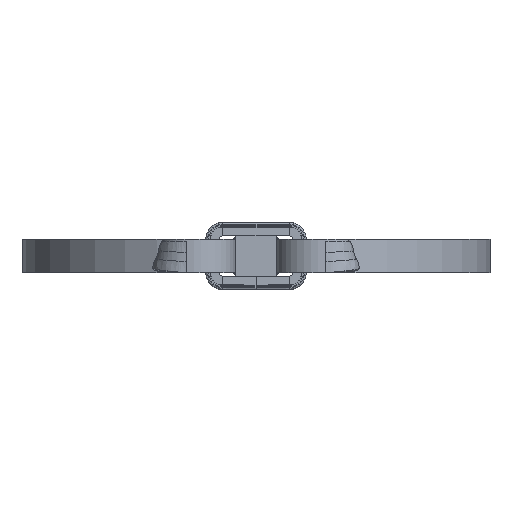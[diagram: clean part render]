
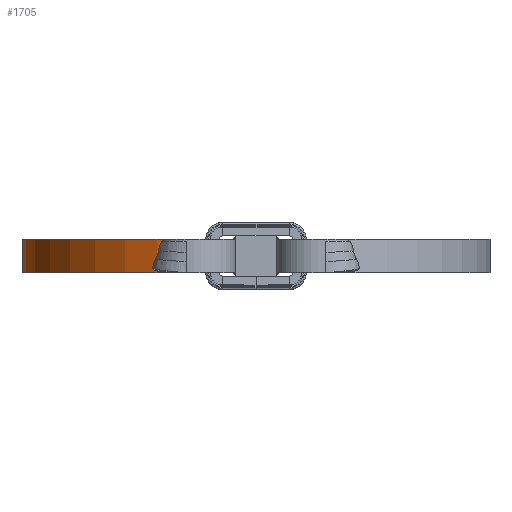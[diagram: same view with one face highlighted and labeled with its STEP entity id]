
A CAD part, front view. The second image highlights one B-rep face of the part: STEP entity #1705.
In plain terms, the highlighted cylindrical face has radius 68.5 mm (diameter 137 mm), a partial arc.
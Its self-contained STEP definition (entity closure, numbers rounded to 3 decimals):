
#787 = ORIENTED_EDGE ( 'NONE', *, *, #17776, .T. ) ;
#1306 = CARTESIAN_POINT ( 'NONE',  ( -66.748, -481.386, 5. ) ) ;
#1508 = AXIS2_PLACEMENT_3D ( 'NONE', #33194, #9506, #7121 ) ;
#1705 = ADVANCED_FACE ( 'NONE', ( #20098 ), #6183, .T. ) ;
#1817 = CARTESIAN_POINT ( 'NONE',  ( -1.5, -502.241, 5. ) ) ;
#2883 = ORIENTED_EDGE ( 'NONE', *, *, #19444, .F. ) ;
#3497 = VERTEX_POINT ( 'NONE', #25466 ) ;
#5258 = CARTESIAN_POINT ( 'NONE',  ( -66.748, -481.386, 5. ) ) ;
#5319 = EDGE_LOOP ( 'NONE', ( #9516, #22276, #787, #2883 ) ) ;
#6183 = CYLINDRICAL_SURFACE ( 'NONE', #1508, 68.5 ) ;
#6984 = DIRECTION ( 'NONE',  ( 0., 0., 1. ) ) ;
#7121 = DIRECTION ( 'NONE',  ( 1., 0., 0. ) ) ;
#7577 = DIRECTION ( 'NONE',  ( 0., 0., 1. ) ) ;
#8562 = CARTESIAN_POINT ( 'NONE',  ( -19.172, -568.422, 5. ) ) ;
#8969 = LINE ( 'NONE', #5258, #32712 ) ;
#9506 = DIRECTION ( 'NONE',  ( 0., 0., -1. ) ) ;
#9516 = ORIENTED_EDGE ( 'NONE', *, *, #17479, .F. ) ;
#14518 = AXIS2_PLACEMENT_3D ( 'NONE', #1817, #6984, #17424 ) ;
#15064 = CIRCLE ( 'NONE', #14518, 68.5 ) ;
#16569 = CARTESIAN_POINT ( 'NONE',  ( -66.748, -481.386, -5. ) ) ;
#17424 = DIRECTION ( 'NONE',  ( 1., 0., 0. ) ) ;
#17479 = EDGE_CURVE ( 'NONE', #23609, #18213, #8969, .T. ) ;
#17776 = EDGE_CURVE ( 'NONE', #3497, #30107, #30656, .T. ) ;
#18213 = VERTEX_POINT ( 'NONE', #1306 ) ;
#19444 = EDGE_CURVE ( 'NONE', #18213, #30107, #15064, .T. ) ;
#20098 = FACE_OUTER_BOUND ( 'NONE', #5319, .T. ) ;
#20398 = VECTOR ( 'NONE', #21603, 1000. ) ;
#20482 = DIRECTION ( 'NONE',  ( 0., 0., 1. ) ) ;
#21603 = DIRECTION ( 'NONE',  ( 0., 0., 1. ) ) ;
#22276 = ORIENTED_EDGE ( 'NONE', *, *, #28936, .T. ) ;
#23028 = DIRECTION ( 'NONE',  ( 1., 0., 0. ) ) ;
#23236 = CARTESIAN_POINT ( 'NONE',  ( -1.5, -502.241, -5. ) ) ;
#23609 = VERTEX_POINT ( 'NONE', #16569 ) ;
#25466 = CARTESIAN_POINT ( 'NONE',  ( -19.172, -568.422, -5. ) ) ;
#27500 = AXIS2_PLACEMENT_3D ( 'NONE', #23236, #7577, #23028 ) ;
#28936 = EDGE_CURVE ( 'NONE', #23609, #3497, #32809, .T. ) ;
#30107 = VERTEX_POINT ( 'NONE', #30202 ) ;
#30202 = CARTESIAN_POINT ( 'NONE',  ( -19.172, -568.422, 5. ) ) ;
#30656 = LINE ( 'NONE', #8562, #20398 ) ;
#32712 = VECTOR ( 'NONE', #20482, 1000. ) ;
#32809 = CIRCLE ( 'NONE', #27500, 68.5 ) ;
#33194 = CARTESIAN_POINT ( 'NONE',  ( -1.5, -502.241, 0. ) ) ;
